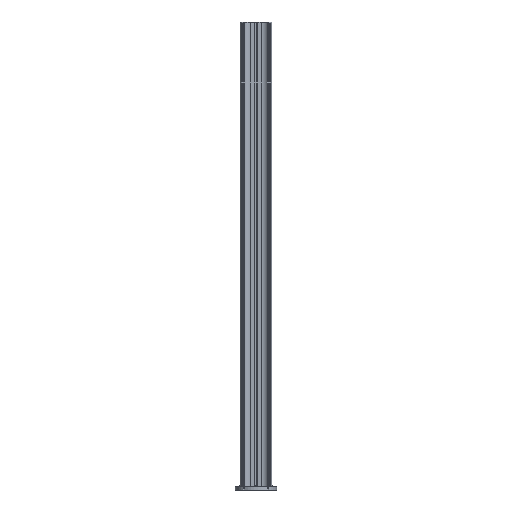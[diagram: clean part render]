
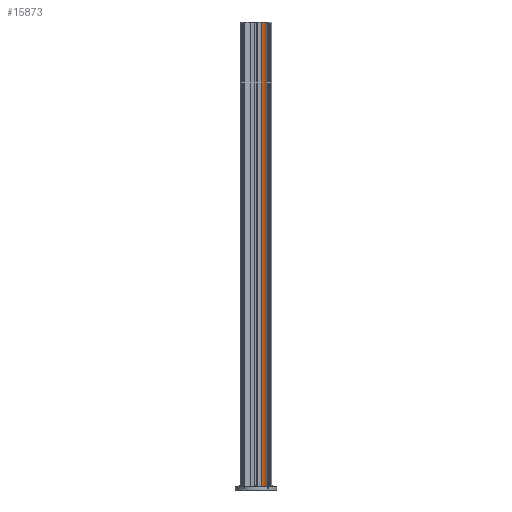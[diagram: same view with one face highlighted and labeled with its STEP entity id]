
A CAD part, front view. The second image highlights one B-rep face of the part: STEP entity #15873.
In plain terms, the highlighted cylindrical face has radius 34 mm (diameter 68 mm), a partial arc.
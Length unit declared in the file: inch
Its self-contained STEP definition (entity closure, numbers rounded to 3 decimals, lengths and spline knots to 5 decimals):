
#385 = VERTEX_POINT ( 'NONE', #13785 ) ;
#416 = AXIS2_PLACEMENT_3D ( 'NONE', #1940, #7742, #14626 ) ;
#548 = CYLINDRICAL_SURFACE ( 'NONE', #416, 1.33858 ) ;
#833 = ORIENTED_EDGE ( 'NONE', *, *, #4475, .F. ) ;
#1940 = CARTESIAN_POINT ( 'NONE',  ( 0.92124, -0.87814, 42.12598 ) ) ;
#2072 = AXIS2_PLACEMENT_3D ( 'NONE', #9316, #16462, #14910 ) ;
#3365 = DIRECTION ( 'NONE',  ( 1., 0., 0. ) ) ;
#3999 = DIRECTION ( 'NONE',  ( 0., 0., 1. ) ) ;
#4033 = CIRCLE ( 'NONE', #12766, 1.33858 ) ;
#4321 = EDGE_CURVE ( 'NONE', #11964, #11401, #14903, .T. ) ;
#4475 = EDGE_CURVE ( 'NONE', #11401, #15809, #9804, .T. ) ;
#6124 = CARTESIAN_POINT ( 'NONE',  ( 0.92124, 0.46045, 80.11811 ) ) ;
#6820 = CARTESIAN_POINT ( 'NONE',  ( 1.72662, 0.19106, 0.59055 ) ) ;
#7702 = DIRECTION ( 'NONE',  ( 0., 0., -1. ) ) ;
#7742 = DIRECTION ( 'NONE',  ( 0., 0., 1. ) ) ;
#7772 = EDGE_CURVE ( 'NONE', #385, #11964, #8277, .T. ) ;
#8277 = LINE ( 'NONE', #10875, #13687 ) ;
#8731 = ORIENTED_EDGE ( 'NONE', *, *, #7772, .F. ) ;
#8852 = EDGE_CURVE ( 'NONE', #15809, #385, #4033, .T. ) ;
#9316 = CARTESIAN_POINT ( 'NONE',  ( 0.92124, -0.87814, 0.59055 ) ) ;
#9804 = LINE ( 'NONE', #11031, #14923 ) ;
#10875 = CARTESIAN_POINT ( 'NONE',  ( 1.72662, 0.19106, 42.12598 ) ) ;
#10980 = ORIENTED_EDGE ( 'NONE', *, *, #8852, .F. ) ;
#11031 = CARTESIAN_POINT ( 'NONE',  ( 0.92124, 0.46045, 23.62205 ) ) ;
#11401 = VERTEX_POINT ( 'NONE', #13730 ) ;
#11526 = EDGE_LOOP ( 'NONE', ( #13591, #8731, #10980, #833 ) ) ;
#11964 = VERTEX_POINT ( 'NONE', #6820 ) ;
#12766 = AXIS2_PLACEMENT_3D ( 'NONE', #15885, #7702, #3365 ) ;
#13591 = ORIENTED_EDGE ( 'NONE', *, *, #4321, .F. ) ;
#13687 = VECTOR ( 'NONE', #15354, 39.37008 ) ;
#13730 = CARTESIAN_POINT ( 'NONE',  ( 0.92124, 0.46045, 0.59055 ) ) ;
#13785 = CARTESIAN_POINT ( 'NONE',  ( 1.72662, 0.19106, 80.11811 ) ) ;
#14626 = DIRECTION ( 'NONE',  ( 1., 0., 0. ) ) ;
#14903 = CIRCLE ( 'NONE', #2072, 1.33858 ) ;
#14910 = DIRECTION ( 'NONE',  ( 1., 0., 0. ) ) ;
#14923 = VECTOR ( 'NONE', #3999, 39.37008 ) ;
#15354 = DIRECTION ( 'NONE',  ( 0., 0., -1. ) ) ;
#15809 = VERTEX_POINT ( 'NONE', #6124 ) ;
#15873 = ADVANCED_FACE ( 'NONE', ( #15938 ), #548, .F. ) ;
#15885 = CARTESIAN_POINT ( 'NONE',  ( 0.92124, -0.87814, 80.11811 ) ) ;
#15938 = FACE_OUTER_BOUND ( 'NONE', #11526, .T. ) ;
#16462 = DIRECTION ( 'NONE',  ( 0., 0., 1. ) ) ;
